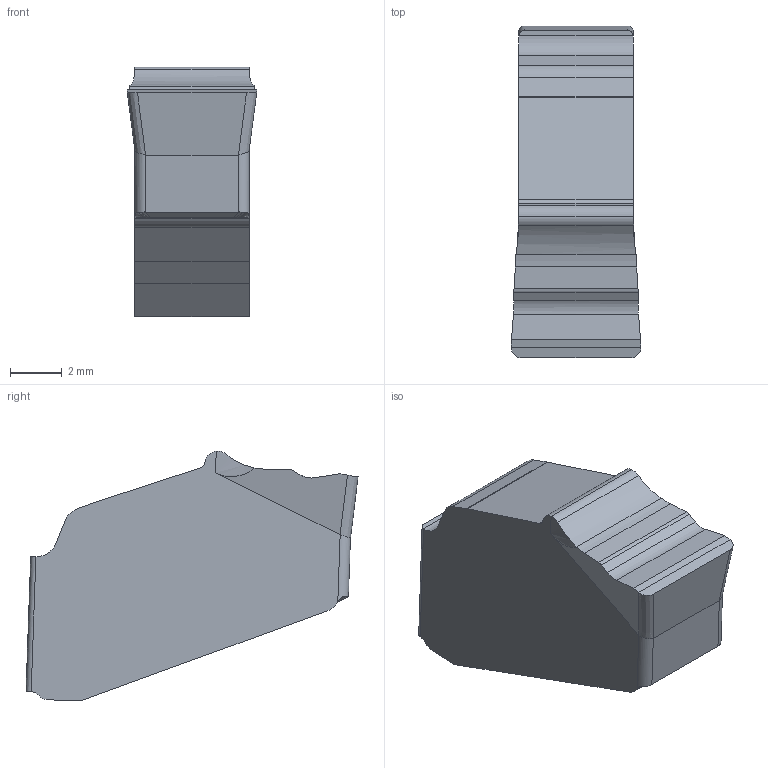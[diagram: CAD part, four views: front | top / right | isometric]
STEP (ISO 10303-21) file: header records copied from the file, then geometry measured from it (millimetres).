
FILE_DESCRIPTION((''),'2;1');
FILE_NAME('GW1M0500H040N-GM','2021-03-01T11:13:07',('tlyad09'),('PTC Japan'),'CREO PARAMETRIC BY PTC INC, 2018500','CREO PARAMETRIC BY PTC INC, 2018500','');
FILE_SCHEMA(('AUTOMOTIVE_DESIGN { 1 0 10303 214 1 1 1 1 }'));
Length unit declared in the file: millimetre
Products named in the file (1): GW1M0500H040N-GM
Bounding box: 5 x 12.8 x 9.63 mm (x, y, z)
Volume: 365.3 mm3; surface area: 331.1 mm2
Topology: 1 solids, 1 shells, 59 faces, 199 edges, 140 vertices
Faces by surface type: plane 26, cylinder 19, bspline 12, extrusion 2
Entity records: 3930 total; most frequent: CARTESIAN_POINT 963, ORIENTED_EDGE 310, DIRECTION 283, PRESENTATION_STYLE_ASSIGNMENT 261, STYLED_ITEM 202, CURVE_STYLE 201, EDGE_CURVE 155, VECTOR 119
